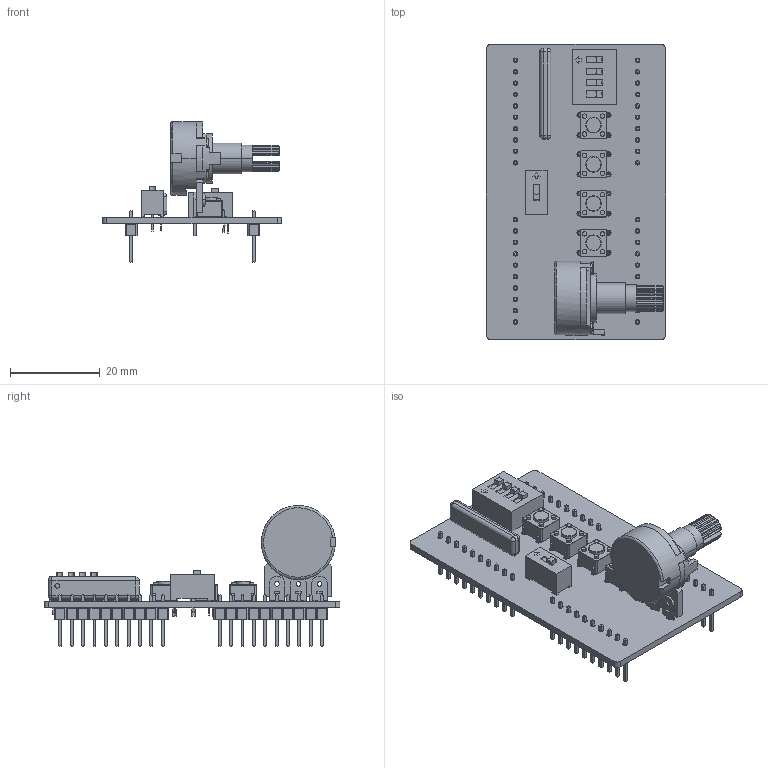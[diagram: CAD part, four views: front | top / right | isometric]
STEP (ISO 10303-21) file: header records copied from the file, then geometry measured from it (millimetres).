
FILE_DESCRIPTION(('KiCad electronic assembly'),'2;1');
FILE_NAME('CSC202_DIPSW-3D.step','2026-04-01T01:21:47',('Pcbnew'),( 'Kicad'),'Open CASCADE STEP processor 7.6','KiCad to STEP converter' ,'Unknown');
FILE_SCHEMA(('AUTOMOTIVE_DESIGN { 1 0 10303 214 1 1 1 1 }'));
Length unit declared in the file: millimetre
Products named in the file (8): CSC202_DIPSW-3D 1; SW_PUSH_6mm; Potentiometer; SW_DIP_SPSTx01_Slide_9.78x4.72mm_W7.62mm_P2.54mm; R_Array_SIP8; SW_DIP_SPSTx04_Slide_9.78x12.34mm_W7.62mm_P2.54mm; PinHeader_1x10_P2.54mm_Vertical; kibot_mqd4kfwe_PCB
Assembly tree (13 placements, depth 2):
  CSC202_DIPSW-3D 1
    SW_PUSH_6mm  x4
    Potentiometer
    SW_DIP_SPSTx01_Slide_9.78x4.72mm_W7.62mm_P2.54mm
    R_Array_SIP8
    SW_DIP_SPSTx04_Slide_9.78x12.34mm_W7.62mm_P2.54mm
    PinHeader_1x10_P2.54mm_Vertical  x4
    kibot_mqd4kfwe_PCB
Bounding box: 40 x 66 x 31.47 mm (x, y, z)
Volume: 8773.9 mm3; surface area: 12233.1 mm2
Topology: 15 solids, 15 shells, 2012 faces, 5101 edges, 3248 vertices
Faces by surface type: plane 1673, cylinder 314, torus 15, sphere 8, cone 2
Full cylindrical faces by diameter (mm): 0.8 x18, 1 x57, 1.1 x16, 1.3 x3, 3.5 x4
Entity records: 29776 total; most frequent: CARTESIAN_POINT 5358, ORIENTED_EDGE 5008, DIRECTION 4885, EDGE_CURVE 2504, LINE 1981, VECTOR 1981, VERTEX_POINT 1619, AXIS2_PLACEMENT_3D 1452
